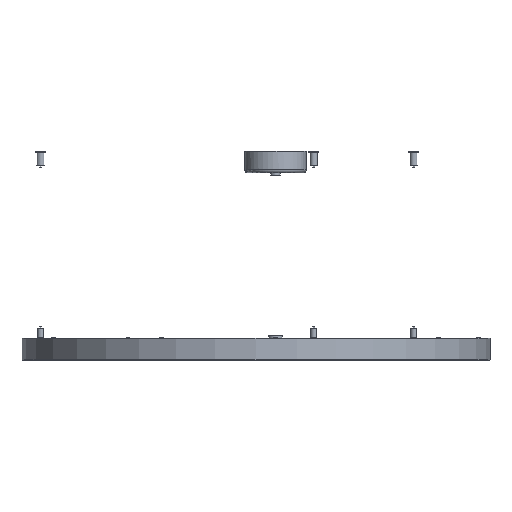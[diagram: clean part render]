
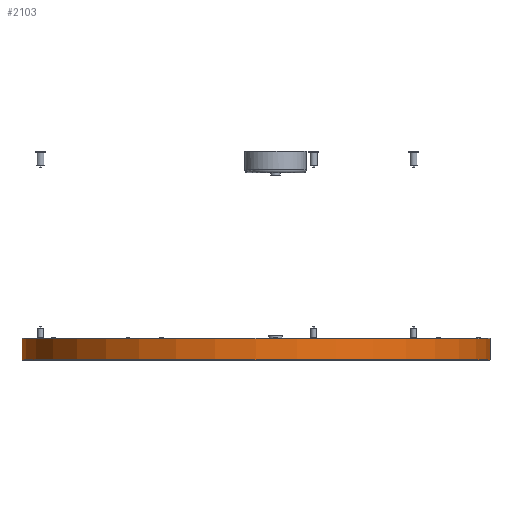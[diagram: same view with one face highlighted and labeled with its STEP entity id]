
A CAD part, front view. The second image highlights one B-rep face of the part: STEP entity #2103.
In plain terms, the highlighted cylindrical face has radius 375 mm (diameter 750 mm), a partial arc.
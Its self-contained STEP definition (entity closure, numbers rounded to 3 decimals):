
#265=FACE_OUTER_BOUND('',#442,.T.);
#442=EDGE_LOOP('',(#1669,#1670,#1671,#1672));
#552=LINE('',#3414,#657);
#553=LINE('',#3418,#658);
#657=VECTOR('',#2676,375.);
#658=VECTOR('',#2679,10.);
#854=CIRCLE('',#2395,375.);
#855=CIRCLE('',#2397,375.);
#951=VERTEX_POINT('',#3412);
#952=VERTEX_POINT('',#3413);
#953=VERTEX_POINT('',#3415);
#954=VERTEX_POINT('',#3417);
#1148=EDGE_CURVE('',#951,#952,#552,.T.);
#1150=EDGE_CURVE('',#954,#953,#553,.T.);
#1254=EDGE_CURVE('',#951,#953,#854,.T.);
#1255=EDGE_CURVE('',#952,#954,#855,.T.);
#1669=ORIENTED_EDGE('',*,*,#1148,.T.);
#1670=ORIENTED_EDGE('',*,*,#1255,.T.);
#1671=ORIENTED_EDGE('',*,*,#1150,.T.);
#1672=ORIENTED_EDGE('',*,*,#1254,.F.);
#2003=CYLINDRICAL_SURFACE('',#2396,375.);
#2103=ADVANCED_FACE('',(#265),#2003,.T.);
#2395=AXIS2_PLACEMENT_3D('',#3637,#2958,#2959);
#2396=AXIS2_PLACEMENT_3D('',#3638,#2960,#2961);
#2397=AXIS2_PLACEMENT_3D('',#3639,#2962,#2963);
#2676=DIRECTION('',(0.,0.,1.));
#2679=DIRECTION('',(0.,0.,-1.));
#2958=DIRECTION('center_axis',(0.,0.,-1.));
#2959=DIRECTION('ref_axis',(1.,0.,0.));
#2960=DIRECTION('center_axis',(0.,0.,-1.));
#2961=DIRECTION('ref_axis',(-1.,0.,0.));
#2962=DIRECTION('center_axis',(0.,0.,-1.));
#2963=DIRECTION('ref_axis',(1.,0.,0.));
#3412=CARTESIAN_POINT('',(375.,0.,0.5));
#3413=CARTESIAN_POINT('',(375.,0.,34.5));
#3414=CARTESIAN_POINT('',(375.,0.,17.5));
#3415=CARTESIAN_POINT('',(0.,375.,0.5));
#3417=CARTESIAN_POINT('',(0.,375.,34.5));
#3418=CARTESIAN_POINT('',(0.,375.,17.5));
#3637=CARTESIAN_POINT('Origin',(0.,0.,0.5));
#3638=CARTESIAN_POINT('Origin',(0.,0.,17.5));
#3639=CARTESIAN_POINT('Origin',(0.,0.,34.5));
